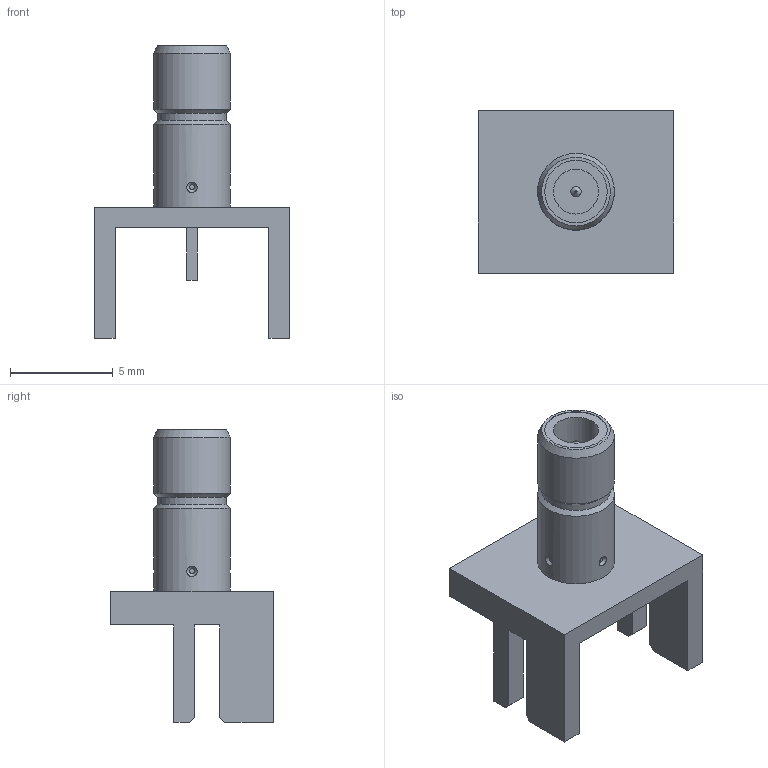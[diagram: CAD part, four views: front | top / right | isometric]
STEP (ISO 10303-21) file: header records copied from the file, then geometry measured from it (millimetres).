
FILE_DESCRIPTION (( 'STEP AP203' ), '1' );
FILE_NAME ('FMCN44137_3D.step', '2022-11-29T16:52:05', ( '' ), ( '' ), 'SwSTEP 2.0', 'SolidWorks 2021', '' );
FILE_SCHEMA (( 'CONFIG_CONTROL_DESIGN' ));
Length unit declared in the file: inch
Products named in the file (1): FMCN44137_3D
Bounding box: 9.53 x 7.92 x 14.27 mm (x, y, z)
Volume: 193.9 mm3; surface area: 440.2 mm2
Topology: 1 solids, 1 shells, 59 faces, 134 edges, 86 vertices
Faces by surface type: plane 40, cylinder 11, cone 8
Full cylindrical faces by diameter (mm): 0.508 x5, 2.191 x1, 3.048 x2, 3.335 x1, 3.735 x2
Entity records: 1653 total; most frequent: CARTESIAN_POINT 324, DIRECTION 252, ORIENTED_EDGE 224, EDGE_CURVE 112, EDGE_LOOP 88, LINE 84, AXIS2_PLACEMENT_3D 84, VERTEX_POINT 84
